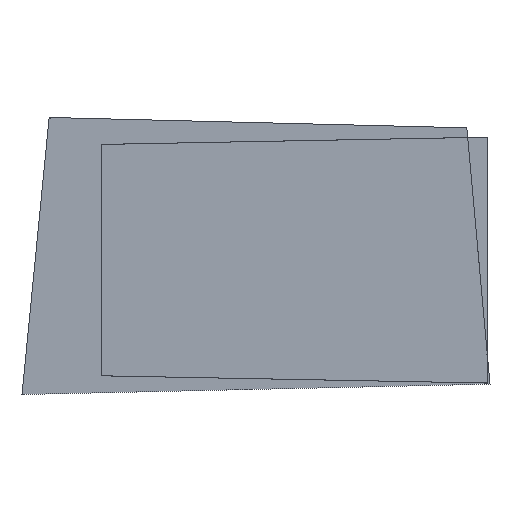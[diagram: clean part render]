
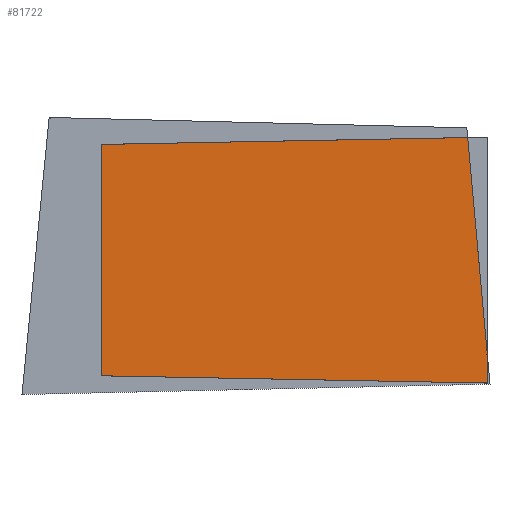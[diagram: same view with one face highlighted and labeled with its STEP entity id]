
A CAD part, top view. The second image highlights one B-rep face of the part: STEP entity #81722.
In plain terms, the highlighted planar face has unit normal (0, 0, 1).
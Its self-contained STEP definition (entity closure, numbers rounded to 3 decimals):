
#10004 = LINE ( 'NONE', #15343, #74776 ) ;
#13489 = VERTEX_POINT ( 'NONE', #297771 ) ;
#14156 = DIRECTION ( 'NONE',  ( 1., -0.019, 0. ) ) ;
#15343 = CARTESIAN_POINT ( 'NONE',  ( 690.536, 32., 2060.512 ) ) ;
#18451 = VECTOR ( 'NONE', #14156, 1000. ) ;
#35257 = AXIS2_PLACEMENT_3D ( 'NONE', #37576, #111145, #234868 ) ;
#37257 = VECTOR ( 'NONE', #160987, 1000. ) ;
#37576 = CARTESIAN_POINT ( 'NONE',  ( 0., 0., 2060.512 ) ) ;
#46841 = EDGE_CURVE ( 'NONE', #234604, #13489, #262600, .T. ) ;
#63301 = DIRECTION ( 'NONE',  ( 0., 1., 0. ) ) ;
#74776 = VECTOR ( 'NONE', #63301, 1000. ) ;
#81722 = ADVANCED_FACE ( 'NONE', ( #222817 ), #160150, .T. ) ;
#83518 = EDGE_CURVE ( 'NONE', #170933, #275493, #236890, .T. ) ;
#85404 = CARTESIAN_POINT ( 'NONE',  ( -739.162, 32., 2060.512 ) ) ;
#93359 = CARTESIAN_POINT ( 'NONE',  ( 690.536, -328.229, 2060.512 ) ) ;
#96252 = EDGE_CURVE ( 'NONE', #275493, #234604, #100211, .T. ) ;
#98114 = CARTESIAN_POINT ( 'NONE',  ( 690.536, -422.697, 2060.512 ) ) ;
#100211 = LINE ( 'NONE', #295990, #237612 ) ;
#111145 = DIRECTION ( 'NONE',  ( 0., 0., 1. ) ) ;
#132661 = CARTESIAN_POINT ( 'NONE',  ( 690.536, -328.229, 2060.512 ) ) ;
#135656 = CARTESIAN_POINT ( 'NONE',  ( -739.162, 459.898, 2060.512 ) ) ;
#148785 = EDGE_CURVE ( 'NONE', #233377, #170933, #10004, .T. ) ;
#158808 = ORIENTED_EDGE ( 'NONE', *, *, #83518, .T. ) ;
#160150 = PLANE ( 'NONE',  #35257 ) ;
#160338 = ORIENTED_EDGE ( 'NONE', *, *, #257457, .T. ) ;
#160650 = ORIENTED_EDGE ( 'NONE', *, *, #46841, .T. ) ;
#160987 = DIRECTION ( 'NONE',  ( 0., -1., 0. ) ) ;
#163429 = LINE ( 'NONE', #255298, #18451 ) ;
#170933 = VERTEX_POINT ( 'NONE', #93359 ) ;
#175143 = CARTESIAN_POINT ( 'NONE',  ( 665.986, -57.048, 2060.512 ) ) ;
#188181 = ORIENTED_EDGE ( 'NONE', *, *, #96252, .T. ) ;
#195628 = DIRECTION ( 'NONE',  ( -1., -0.019, 0. ) ) ;
#222817 = FACE_OUTER_BOUND ( 'NONE', #283322, .T. ) ;
#233377 = VERTEX_POINT ( 'NONE', #98114 ) ;
#234604 = VERTEX_POINT ( 'NONE', #135656 ) ;
#234868 = DIRECTION ( 'NONE',  ( 1., 0., 0. ) ) ;
#236890 = B_SPLINE_CURVE_WITH_KNOTS ( 'NONE', 3,
 ( #132661, #175143, #279928, #304334 ),
 .UNSPECIFIED., .F., .F.,
 ( 4, 4 ),
 ( 0., 0.817 ),
 .UNSPECIFIED. ) ;
#237612 = VECTOR ( 'NONE', #195628, 1000. ) ;
#254243 = ORIENTED_EDGE ( 'NONE', *, *, #148785, .T. ) ;
#255298 = CARTESIAN_POINT ( 'NONE',  ( -739.162, -395.898, 2060.512 ) ) ;
#257457 = EDGE_CURVE ( 'NONE', #13489, #233377, #163429, .T. ) ;
#261099 = CARTESIAN_POINT ( 'NONE',  ( 616.939, 485.317, 2060.512 ) ) ;
#262600 = LINE ( 'NONE', #85404, #37257 ) ;
#275493 = VERTEX_POINT ( 'NONE', #261099 ) ;
#279928 = CARTESIAN_POINT ( 'NONE',  ( 641.453, 214.134, 2060.512 ) ) ;
#283322 = EDGE_LOOP ( 'NONE', ( #160650, #160338, #254243, #158808, #188181 ) ) ;
#295990 = CARTESIAN_POINT ( 'NONE',  ( 616.939, 485.317, 2060.512 ) ) ;
#297771 = CARTESIAN_POINT ( 'NONE',  ( -739.162, -395.898, 2060.512 ) ) ;
#304334 = CARTESIAN_POINT ( 'NONE',  ( 616.939, 485.317, 2060.512 ) ) ;
